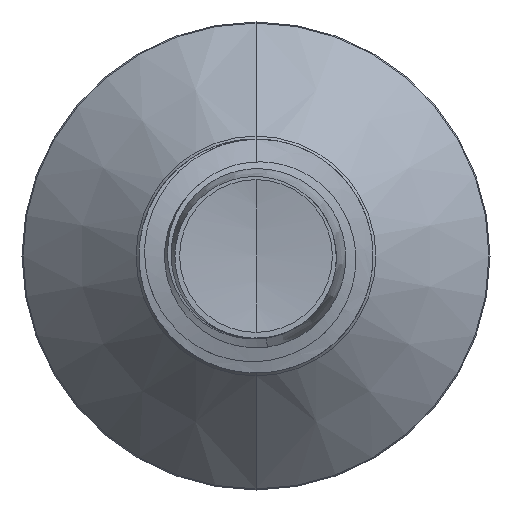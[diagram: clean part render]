
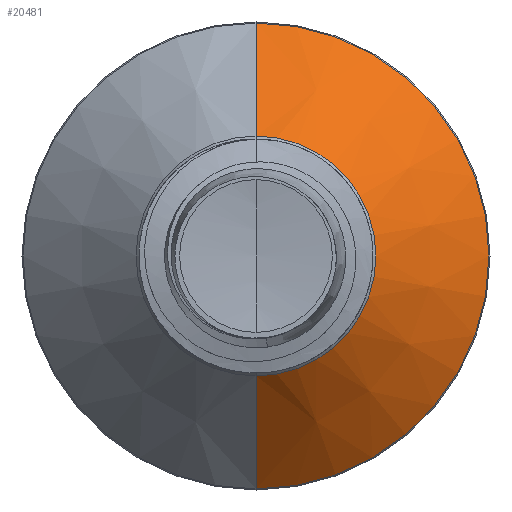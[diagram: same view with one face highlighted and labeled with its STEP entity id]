
A CAD part, front view. The second image highlights one B-rep face of the part: STEP entity #20481.
In plain terms, the highlighted conical face has half-angle 45 degrees and reference radius 2.563 mm.
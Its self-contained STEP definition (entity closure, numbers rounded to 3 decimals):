
#629 = AXIS2_PLACEMENT_3D ( 'NONE', #1154, #23611, #23605 ) ;
#1154 = CARTESIAN_POINT ( 'NONE',  ( 0., 14.228, 0. ) ) ;
#1304 = VERTEX_POINT ( 'NONE', #1478 ) ;
#1478 = CARTESIAN_POINT ( 'NONE',  ( 0., 11.813, -2.563 ) ) ;
#1792 = AXIS2_PLACEMENT_3D ( 'NONE', #4298, #4729, #23380 ) ;
#1967 = CONICAL_SURFACE ( 'NONE', #1792, 2.563, 0.785 ) ;
#1973 = VERTEX_POINT ( 'NONE', #8022 ) ;
#2418 = LINE ( 'NONE', #23435, #16343 ) ;
#2508 = VERTEX_POINT ( 'NONE', #5232 ) ;
#4298 = CARTESIAN_POINT ( 'NONE',  ( 0., 11.813, 0. ) ) ;
#4729 = DIRECTION ( 'NONE',  ( 0., 1., 0. ) ) ;
#4789 = DIRECTION ( 'NONE',  ( 0., 0.707, -0.707 ) ) ;
#5232 = CARTESIAN_POINT ( 'NONE',  ( 0., 14.228, -4.978 ) ) ;
#6193 = VECTOR ( 'NONE', #23384, 1000. ) ;
#6841 = DIRECTION ( 'NONE',  ( 0., 1., 0. ) ) ;
#7793 = EDGE_CURVE ( 'NONE', #1973, #2508, #10918, .T. ) ;
#7838 = EDGE_CURVE ( 'NONE', #8675, #1973, #15124, .T. ) ;
#8022 = CARTESIAN_POINT ( 'NONE',  ( 0., 14.228, 4.978 ) ) ;
#8675 = VERTEX_POINT ( 'NONE', #17776 ) ;
#9091 = FACE_OUTER_BOUND ( 'NONE', #17114, .T. ) ;
#10918 = CIRCLE ( 'NONE', #629, 4.978 ) ;
#11520 = AXIS2_PLACEMENT_3D ( 'NONE', #16639, #6841, #18176 ) ;
#11895 = EDGE_CURVE ( 'NONE', #8675, #1304, #13611, .T. ) ;
#13611 = CIRCLE ( 'NONE', #11520, 2.563 ) ;
#13996 = EDGE_CURVE ( 'NONE', #1304, #2508, #2418, .T. ) ;
#14687 = ORIENTED_EDGE ( 'NONE', *, *, #7793, .F. ) ;
#15124 = LINE ( 'NONE', #23575, #6193 ) ;
#16197 = ORIENTED_EDGE ( 'NONE', *, *, #13996, .T. ) ;
#16343 = VECTOR ( 'NONE', #4789, 1000. ) ;
#16639 = CARTESIAN_POINT ( 'NONE',  ( 0., 11.813, 0. ) ) ;
#16975 = ORIENTED_EDGE ( 'NONE', *, *, #11895, .T. ) ;
#17114 = EDGE_LOOP ( 'NONE', ( #16975, #16197, #14687, #23142 ) ) ;
#17776 = CARTESIAN_POINT ( 'NONE',  ( 0., 11.813, 2.563 ) ) ;
#18176 = DIRECTION ( 'NONE',  ( 0., 0., 1. ) ) ;
#20481 = ADVANCED_FACE ( 'NONE', ( #9091 ), #1967, .T. ) ;
#23142 = ORIENTED_EDGE ( 'NONE', *, *, #7838, .F. ) ;
#23380 = DIRECTION ( 'NONE',  ( 0., 0., 1. ) ) ;
#23384 = DIRECTION ( 'NONE',  ( 0., 0.707, 0.707 ) ) ;
#23435 = CARTESIAN_POINT ( 'NONE',  ( 0., 11.813, -2.563 ) ) ;
#23575 = CARTESIAN_POINT ( 'NONE',  ( 0., 11.813, 2.563 ) ) ;
#23605 = DIRECTION ( 'NONE',  ( 0., 0., 1. ) ) ;
#23611 = DIRECTION ( 'NONE',  ( 0., 1., 0. ) ) ;
